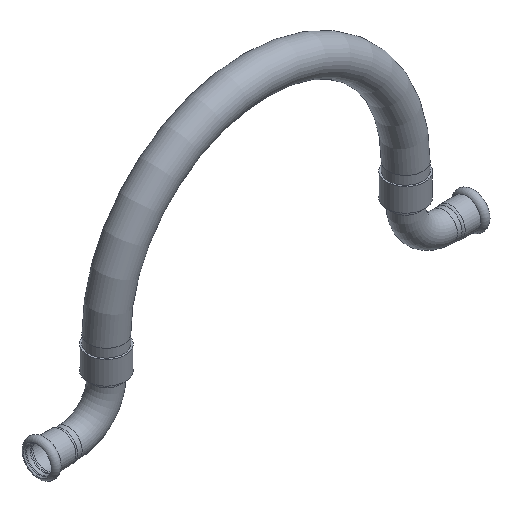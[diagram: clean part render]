
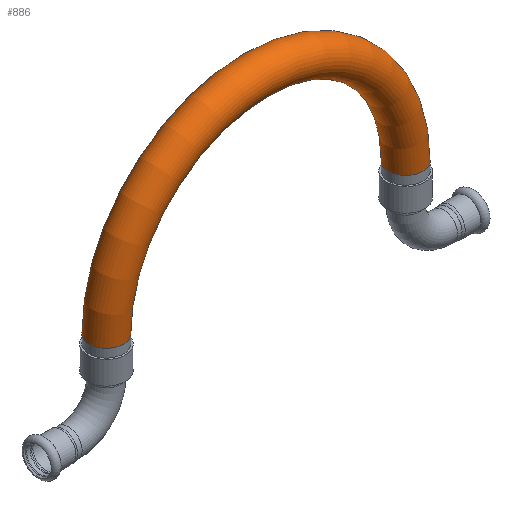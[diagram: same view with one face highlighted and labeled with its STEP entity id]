
A CAD part, isometric view. The second image highlights one B-rep face of the part: STEP entity #886.
In plain terms, the highlighted toroidal (fillet/blend) face has major radius 130 mm and minor radius 15 mm.
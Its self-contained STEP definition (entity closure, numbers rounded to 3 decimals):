
#127=FACE_OUTER_BOUND('',#171,.T.);
#171=EDGE_LOOP('',(#812,#813,#814,#815,#816,#817));
#277=CIRCLE('',#1041,15.);
#278=CIRCLE('',#1042,15.);
#288=CIRCLE('',#1057,15.);
#289=CIRCLE('',#1058,15.);
#293=CIRCLE('',#1065,115.);
#385=VERTEX_POINT('',#1658);
#386=VERTEX_POINT('',#1660);
#395=VERTEX_POINT('',#1687);
#396=VERTEX_POINT('',#1689);
#520=EDGE_CURVE('',#386,#385,#277,.T.);
#521=EDGE_CURVE('',#385,#386,#278,.T.);
#534=EDGE_CURVE('',#395,#396,#288,.T.);
#535=EDGE_CURVE('',#396,#395,#289,.T.);
#540=EDGE_CURVE('',#396,#386,#293,.T.);
#812=ORIENTED_EDGE('',*,*,#534,.F.);
#813=ORIENTED_EDGE('',*,*,#535,.F.);
#814=ORIENTED_EDGE('',*,*,#540,.T.);
#815=ORIENTED_EDGE('',*,*,#520,.T.);
#816=ORIENTED_EDGE('',*,*,#521,.T.);
#817=ORIENTED_EDGE('',*,*,#540,.F.);
#847=TOROIDAL_SURFACE('',#1064,130.,15.);
#886=ADVANCED_FACE('',(#127),#847,.T.);
#1041=AXIS2_PLACEMENT_3D('',#1661,#1354,#1355);
#1042=AXIS2_PLACEMENT_3D('',#1662,#1356,#1357);
#1057=AXIS2_PLACEMENT_3D('',#1690,#1389,#1390);
#1058=AXIS2_PLACEMENT_3D('',#1691,#1391,#1392);
#1064=AXIS2_PLACEMENT_3D('',#1700,#1404,#1405);
#1065=AXIS2_PLACEMENT_3D('',#1701,#1406,#1407);
#1354=DIRECTION('center_axis',(0.,0.,1.));
#1355=DIRECTION('ref_axis',(0.,-1.,0.));
#1356=DIRECTION('center_axis',(0.,0.,1.));
#1357=DIRECTION('ref_axis',(0.,-1.,0.));
#1389=DIRECTION('center_axis',(0.,0.,-1.));
#1390=DIRECTION('ref_axis',(0.,-1.,0.));
#1391=DIRECTION('center_axis',(0.,0.,-1.));
#1392=DIRECTION('ref_axis',(0.,-1.,0.));
#1404=DIRECTION('center_axis',(0.,1.,0.));
#1405=DIRECTION('ref_axis',(0.,0.,1.));
#1406=DIRECTION('center_axis',(0.,-1.,0.));
#1407=DIRECTION('ref_axis',(0.,0.,1.));
#1658=CARTESIAN_POINT('',(-130.,15.,65.));
#1660=CARTESIAN_POINT('',(-115.,0.,65.));
#1661=CARTESIAN_POINT('Origin',(-130.,0.,65.));
#1662=CARTESIAN_POINT('Origin',(-130.,0.,65.));
#1687=CARTESIAN_POINT('',(130.,15.,65.));
#1689=CARTESIAN_POINT('',(115.,0.,65.));
#1690=CARTESIAN_POINT('Origin',(130.,0.,65.));
#1691=CARTESIAN_POINT('Origin',(130.,0.,65.));
#1700=CARTESIAN_POINT('Origin',(0.,0.,65.));
#1701=CARTESIAN_POINT('Origin',(0.,0.,65.));
